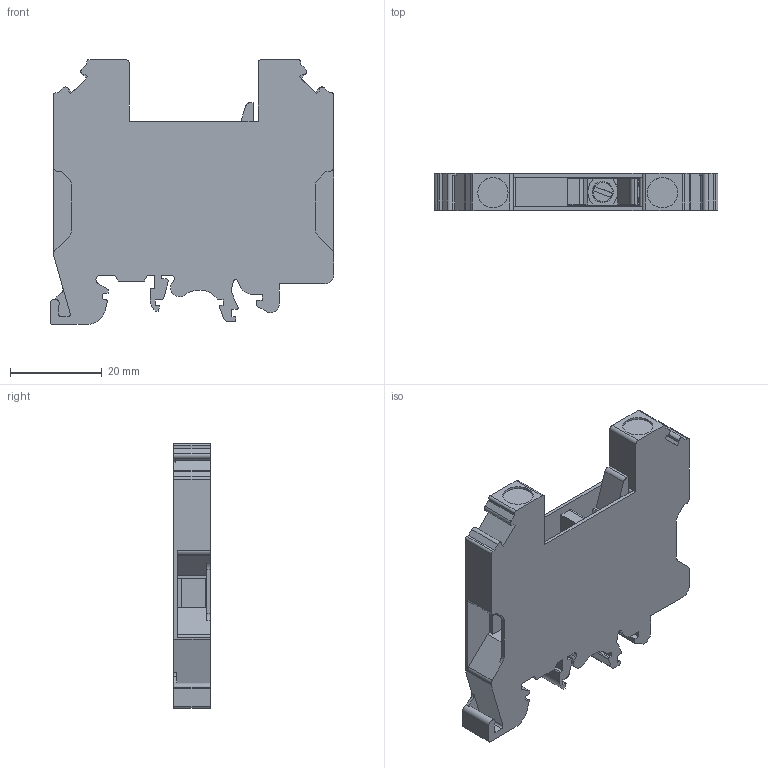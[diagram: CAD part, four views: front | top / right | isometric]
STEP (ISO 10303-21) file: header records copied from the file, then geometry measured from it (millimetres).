
FILE_DESCRIPTION(/* description */ ('Unknown'),/* implementation_level */ '2;1');
FILE_NAME(/* name */ 'KUTD10_GY_3D',/* time_stamp */ '2019-10-18T12:56:31+05:00',/* author */ ('Unknown'),/* organization */ ('Unknown'),/* preprocessor_version */ 'ST-DEVELOPER v16.7',/* originating_system */ 'DEX',/* authorisation */ $);
FILE_SCHEMA (('AUTOMOTIVE_DESIGN {1 0 10303 214 3 1 1}'));
Length unit declared in the file: millimetre
Products named in the file (1): KUTD10
Bounding box: 61.75 x 8 x 57.6 mm (x, y, z)
Volume: 17776.9 mm3; surface area: 10311.7 mm2
Topology: 1 solids, 3 shells, 229 faces, 644 edges, 426 vertices
Faces by surface type: plane 163, cylinder 62, torus 4
Full cylindrical faces by diameter (mm): 2.998 x1, 4 x1, 4.05 x1, 4.35 x1, 4.6 x1, 6.6 x2
Entity records: 8894 total; most frequent: CARTESIAN_POINT 1293, ORIENTED_EDGE 1260, DIRECTION 1220, EDGE_CURVE 630, LINE 492, VECTOR 492, VERTEX_POINT 421, AXIS2_PLACEMENT_3D 364
